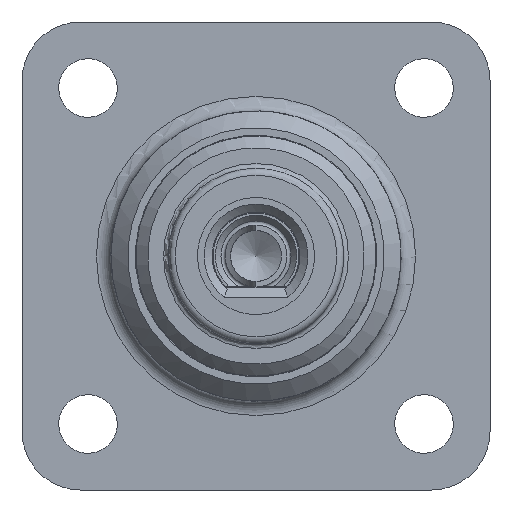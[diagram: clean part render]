
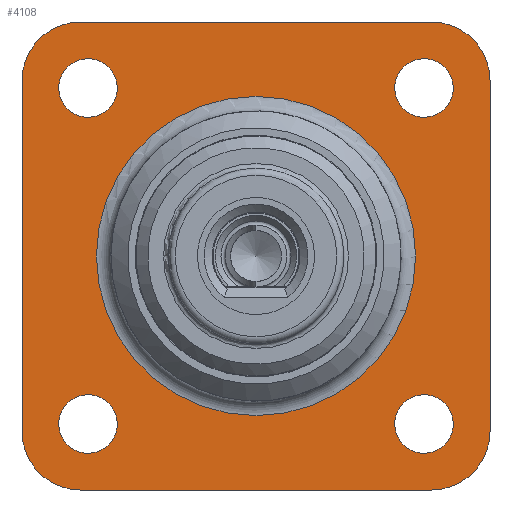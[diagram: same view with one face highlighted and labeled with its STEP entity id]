
A CAD part, left-side view. The second image highlights one B-rep face of the part: STEP entity #4108.
In plain terms, the highlighted planar face has unit normal (-1, 0, 0).
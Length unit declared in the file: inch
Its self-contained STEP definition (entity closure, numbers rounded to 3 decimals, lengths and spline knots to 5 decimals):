
#151=FACE_BOUND('',#626,.T.);
#152=FACE_BOUND('',#627,.T.);
#153=FACE_BOUND('',#628,.T.);
#154=FACE_BOUND('',#629,.T.);
#155=FACE_BOUND('',#630,.T.);
#170=PLANE('',#4366);
#264=CIRCLE('',#4367,0.125);
#265=CIRCLE('',#4368,0.125);
#266=CIRCLE('',#4369,0.125);
#267=CIRCLE('',#4370,0.125);
#268=CIRCLE('',#4371,0.341);
#269=CIRCLE('',#4372,0.0625);
#270=CIRCLE('',#4373,0.0625);
#271=CIRCLE('',#4374,0.0625);
#272=CIRCLE('',#4375,0.0625);
#386=FACE_OUTER_BOUND('',#625,.T.);
#625=EDGE_LOOP('',(#2705,#2706,#2707,#2708,#2709,#2710,#2711,#2712));
#626=EDGE_LOOP('',(#2713));
#627=EDGE_LOOP('',(#2714));
#628=EDGE_LOOP('',(#2715));
#629=EDGE_LOOP('',(#2716));
#630=EDGE_LOOP('',(#2717));
#1125=LINE('',#6219,#1360);
#1126=LINE('',#6223,#1361);
#1127=LINE('',#6227,#1362);
#1128=LINE('',#6230,#1363);
#1360=VECTOR('',#4773,0.75);
#1361=VECTOR('',#4776,0.75);
#1362=VECTOR('',#4779,0.75);
#1363=VECTOR('',#4782,0.75);
#1602=VERTEX_POINT('',#6215);
#1603=VERTEX_POINT('',#6216);
#1604=VERTEX_POINT('',#6218);
#1605=VERTEX_POINT('',#6220);
#1606=VERTEX_POINT('',#6222);
#1607=VERTEX_POINT('',#6224);
#1608=VERTEX_POINT('',#6226);
#1609=VERTEX_POINT('',#6228);
#1610=VERTEX_POINT('',#6231);
#1611=VERTEX_POINT('',#6233);
#1612=VERTEX_POINT('',#6235);
#1613=VERTEX_POINT('',#6237);
#1614=VERTEX_POINT('',#6239);
#2040=EDGE_CURVE('',#1602,#1603,#264,.T.);
#2041=EDGE_CURVE('',#1604,#1603,#1125,.T.);
#2042=EDGE_CURVE('',#1604,#1605,#265,.T.);
#2043=EDGE_CURVE('',#1606,#1605,#1126,.T.);
#2044=EDGE_CURVE('',#1606,#1607,#266,.T.);
#2045=EDGE_CURVE('',#1608,#1607,#1127,.T.);
#2046=EDGE_CURVE('',#1608,#1609,#267,.T.);
#2047=EDGE_CURVE('',#1602,#1609,#1128,.T.);
#2048=EDGE_CURVE('',#1610,#1610,#268,.T.);
#2049=EDGE_CURVE('',#1611,#1611,#269,.T.);
#2050=EDGE_CURVE('',#1612,#1612,#270,.T.);
#2051=EDGE_CURVE('',#1613,#1613,#271,.T.);
#2052=EDGE_CURVE('',#1614,#1614,#272,.T.);
#2705=ORIENTED_EDGE('',*,*,#2040,.T.);
#2706=ORIENTED_EDGE('',*,*,#2041,.F.);
#2707=ORIENTED_EDGE('',*,*,#2042,.T.);
#2708=ORIENTED_EDGE('',*,*,#2043,.F.);
#2709=ORIENTED_EDGE('',*,*,#2044,.T.);
#2710=ORIENTED_EDGE('',*,*,#2045,.F.);
#2711=ORIENTED_EDGE('',*,*,#2046,.T.);
#2712=ORIENTED_EDGE('',*,*,#2047,.F.);
#2713=ORIENTED_EDGE('',*,*,#2048,.F.);
#2714=ORIENTED_EDGE('',*,*,#2049,.T.);
#2715=ORIENTED_EDGE('',*,*,#2050,.T.);
#2716=ORIENTED_EDGE('',*,*,#2051,.T.);
#2717=ORIENTED_EDGE('',*,*,#2052,.T.);
#4108=ADVANCED_FACE('',(#386,#151,#152,#153,#154,#155),#170,.F.);
#4366=AXIS2_PLACEMENT_3D('',#6214,#4769,#4770);
#4367=AXIS2_PLACEMENT_3D('',#6217,#4771,#4772);
#4368=AXIS2_PLACEMENT_3D('',#6221,#4774,#4775);
#4369=AXIS2_PLACEMENT_3D('',#6225,#4777,#4778);
#4370=AXIS2_PLACEMENT_3D('',#6229,#4780,#4781);
#4371=AXIS2_PLACEMENT_3D('',#6232,#4783,#4784);
#4372=AXIS2_PLACEMENT_3D('',#6234,#4785,#4786);
#4373=AXIS2_PLACEMENT_3D('',#6236,#4787,#4788);
#4374=AXIS2_PLACEMENT_3D('',#6238,#4789,#4790);
#4375=AXIS2_PLACEMENT_3D('',#6240,#4791,#4792);
#4769=DIRECTION('center_axis',(1.,0.,0.));
#4770=DIRECTION('ref_axis',(0.,0.,-1.));
#4771=DIRECTION('center_axis',(-1.,0.,0.));
#4772=DIRECTION('ref_axis',(0.,0.,-1.));
#4773=DIRECTION('',(0.,0.,-1.));
#4774=DIRECTION('center_axis',(-1.,0.,0.));
#4775=DIRECTION('ref_axis',(0.,-1.,0.));
#4776=DIRECTION('',(0.,-1.,0.));
#4777=DIRECTION('center_axis',(-1.,0.,0.));
#4778=DIRECTION('ref_axis',(0.,0.,1.));
#4779=DIRECTION('',(0.,0.,1.));
#4780=DIRECTION('center_axis',(-1.,0.,0.));
#4781=DIRECTION('ref_axis',(0.,1.,0.));
#4782=DIRECTION('',(0.,1.,0.));
#4783=DIRECTION('center_axis',(-1.,0.,0.));
#4784=DIRECTION('ref_axis',(0.,0.,1.));
#4785=DIRECTION('center_axis',(1.,0.,0.));
#4786=DIRECTION('ref_axis',(0.,0.,-1.));
#4787=DIRECTION('center_axis',(1.,0.,0.));
#4788=DIRECTION('ref_axis',(0.,0.,-1.));
#4789=DIRECTION('center_axis',(1.,0.,0.));
#4790=DIRECTION('ref_axis',(0.,0.,-1.));
#4791=DIRECTION('center_axis',(1.,0.,0.));
#4792=DIRECTION('ref_axis',(0.,0.,-1.));
#6214=CARTESIAN_POINT('Origin',(0.,-0.52,0.));
#6215=CARTESIAN_POINT('',(0.,-0.375,-0.5));
#6216=CARTESIAN_POINT('',(0.,-0.5,-0.375));
#6217=CARTESIAN_POINT('Origin',(0.,-0.375,-0.375));
#6218=CARTESIAN_POINT('',(0.,-0.5,0.375));
#6219=CARTESIAN_POINT('',(0.,-0.5,0.375));
#6220=CARTESIAN_POINT('',(0.,-0.375,0.5));
#6221=CARTESIAN_POINT('Origin',(0.,-0.375,0.375));
#6222=CARTESIAN_POINT('',(0.,0.375,0.5));
#6223=CARTESIAN_POINT('',(0.,0.375,0.5));
#6224=CARTESIAN_POINT('',(0.,0.5,0.375));
#6225=CARTESIAN_POINT('Origin',(0.,0.375,0.375));
#6226=CARTESIAN_POINT('',(0.,0.5,-0.375));
#6227=CARTESIAN_POINT('',(0.,0.5,-0.375));
#6228=CARTESIAN_POINT('',(0.,0.375,-0.5));
#6229=CARTESIAN_POINT('Origin',(0.,0.375,-0.375));
#6230=CARTESIAN_POINT('',(0.,-0.375,-0.5));
#6231=CARTESIAN_POINT('',(0.,0.,-0.341));
#6232=CARTESIAN_POINT('Origin',(0.,0.,0.));
#6233=CARTESIAN_POINT('',(0.,0.36292,-0.29662));
#6234=CARTESIAN_POINT('Origin',(0.,0.359,-0.359));
#6235=CARTESIAN_POINT('',(0.,0.36292,0.42138));
#6236=CARTESIAN_POINT('Origin',(0.,0.359,0.359));
#6237=CARTESIAN_POINT('',(0.,-0.35508,0.42138));
#6238=CARTESIAN_POINT('Origin',(0.,-0.359,0.359));
#6239=CARTESIAN_POINT('',(0.,-0.35508,-0.29662));
#6240=CARTESIAN_POINT('Origin',(0.,-0.359,-0.359));
